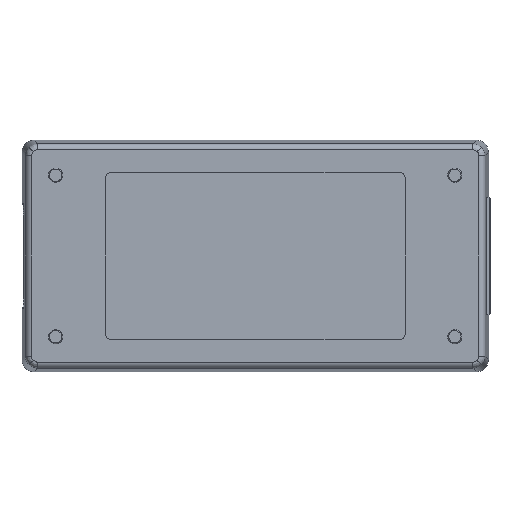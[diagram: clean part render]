
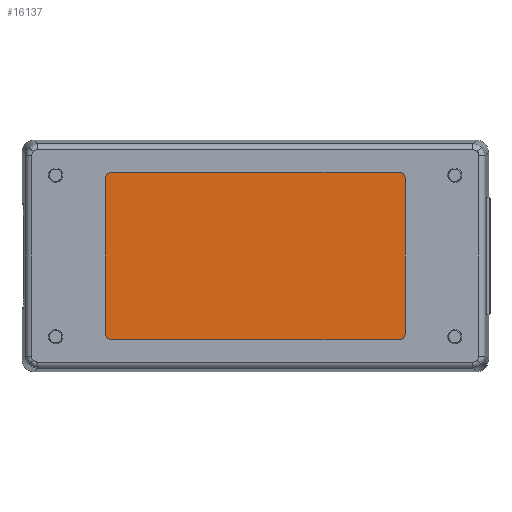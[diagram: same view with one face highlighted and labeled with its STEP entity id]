
A CAD part, front view. The second image highlights one B-rep face of the part: STEP entity #16137.
In plain terms, the highlighted planar face has unit normal (0, -1, 0).
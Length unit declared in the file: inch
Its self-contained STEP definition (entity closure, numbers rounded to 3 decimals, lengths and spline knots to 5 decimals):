
#2784 = AXIS2_PLACEMENT_3D ( 'NONE', #3075, #3076, #3077 ) ;
#2919 = AXIS2_PLACEMENT_3D ( 'NONE', #3785, #3786, #3787 ) ;
#2920 = AXIS2_PLACEMENT_3D ( 'NONE', #3794, #3795, #3796 ) ;
#2959 = AXIS2_PLACEMENT_3D ( 'NONE', #14175, #14176, #14177 ) ;
#2960 = AXIS2_PLACEMENT_3D ( 'NONE', #14202, #14203, #14204 ) ;
#3074 = PLANE ( 'NONE',  #2784 ) ;
#3075 = CARTESIAN_POINT ( 'NONE',  ( 1.491, -0.7475, -0.8025 ) ) ;
#3076 = DIRECTION ( 'NONE',  ( 0., -1., 0. ) ) ;
#3077 = DIRECTION ( 'NONE',  ( 0., 0., -1. ) ) ;
#3785 = CARTESIAN_POINT ( 'NONE',  ( 1.491, -0.7475, 0.8025 ) ) ;
#3786 = DIRECTION ( 'NONE',  ( 0., -1., 0. ) ) ;
#3787 = DIRECTION ( 'NONE',  ( 0., 0., -1. ) ) ;
#3788 = CARTESIAN_POINT ( 'NONE',  ( -1.491, -0.7475, 0.865 ) ) ;
#3789 = DIRECTION ( 'NONE',  ( -1., 0., 0. ) ) ;
#3794 = CARTESIAN_POINT ( 'NONE',  ( -1.491, -0.7475, 0.8025 ) ) ;
#3795 = DIRECTION ( 'NONE',  ( 0., -1., 0. ) ) ;
#3796 = DIRECTION ( 'NONE',  ( 0., 0., -1. ) ) ;
#3797 = CARTESIAN_POINT ( 'NONE',  ( -1.5535, -0.7475, 0.8025 ) ) ;
#3798 = DIRECTION ( 'NONE',  ( 0., 0., -1. ) ) ;
#4329 = VERTEX_POINT ( 'NONE', #21173 ) ;
#4375 = VERTEX_POINT ( 'NONE', #21262 ) ;
#5707 = LINE ( 'NONE', #19732, #5710 ) ;
#5710 = VECTOR ( 'NONE', #19548, 39.37008 ) ;
#7102 = EDGE_LOOP ( 'NONE', ( #11615, #11403, #11460, #10932, #11168, #11017, #11692, #11370 ) ) ;
#8979 = EDGE_CURVE ( 'NONE', #4375, #25175, #5707, .T. ) ;
#10932 = ORIENTED_EDGE ( 'NONE', *, *, #18461, .T. ) ;
#11017 = ORIENTED_EDGE ( 'NONE', *, *, #18468, .T. ) ;
#11168 = ORIENTED_EDGE ( 'NONE', *, *, #18465, .T. ) ;
#11370 = ORIENTED_EDGE ( 'NONE', *, *, #26826, .T. ) ;
#11403 = ORIENTED_EDGE ( 'NONE', *, *, #8979, .T. ) ;
#11460 = ORIENTED_EDGE ( 'NONE', *, *, #18458, .T. ) ;
#11615 = ORIENTED_EDGE ( 'NONE', *, *, #26820, .T. ) ;
#11692 = ORIENTED_EDGE ( 'NONE', *, *, #26807, .T. ) ;
#13623 = CARTESIAN_POINT ( 'NONE',  ( 1.5535, -0.7475, 0.8025 ) ) ;
#13624 = CARTESIAN_POINT ( 'NONE',  ( 1.491, -0.7475, 0.865 ) ) ;
#13625 = CARTESIAN_POINT ( 'NONE',  ( -1.491, -0.7475, 0.865 ) ) ;
#13626 = CARTESIAN_POINT ( 'NONE',  ( -1.5535, -0.7475, 0.8025 ) ) ;
#13627 = CARTESIAN_POINT ( 'NONE',  ( -1.5535, -0.7475, -0.8025 ) ) ;
#13629 = CARTESIAN_POINT ( 'NONE',  ( 1.491, -0.7475, -0.865 ) ) ;
#14175 = CARTESIAN_POINT ( 'NONE',  ( -1.491, -0.7475, -0.8025 ) ) ;
#14176 = DIRECTION ( 'NONE',  ( 0., -1., 0. ) ) ;
#14177 = DIRECTION ( 'NONE',  ( 0., 0., -1. ) ) ;
#14202 = CARTESIAN_POINT ( 'NONE',  ( 1.491, -0.7475, -0.8025 ) ) ;
#14203 = DIRECTION ( 'NONE',  ( 0., -1., 0. ) ) ;
#14204 = DIRECTION ( 'NONE',  ( 0., 0., -1. ) ) ;
#14213 = CARTESIAN_POINT ( 'NONE',  ( -1.491, -0.7475, -0.865 ) ) ;
#14214 = DIRECTION ( 'NONE',  ( 1., 0., 0. ) ) ;
#16137 = ADVANCED_FACE ( 'NONE', ( #22902 ), #3074, .T. ) ;
#16454 = CIRCLE ( 'NONE', #2959, 0.0625 ) ;
#16479 = CIRCLE ( 'NONE', #2960, 0.0625 ) ;
#16490 = LINE ( 'NONE', #14213, #16493 ) ;
#16493 = VECTOR ( 'NONE', #14214, 39.37008 ) ;
#18458 = EDGE_CURVE ( 'NONE', #25175, #25176, #23525, .T. ) ;
#18461 = EDGE_CURVE ( 'NONE', #25176, #25177, #23534, .T. ) ;
#18465 = EDGE_CURVE ( 'NONE', #25177, #25178, #23538, .T. ) ;
#18468 = EDGE_CURVE ( 'NONE', #25178, #25179, #23541, .T. ) ;
#19548 = DIRECTION ( 'NONE',  ( 0., 0., 1. ) ) ;
#19732 = CARTESIAN_POINT ( 'NONE',  ( 1.5535, -0.7475, 0.8025 ) ) ;
#21173 = CARTESIAN_POINT ( 'NONE',  ( -1.491, -0.7475, -0.865 ) ) ;
#21262 = CARTESIAN_POINT ( 'NONE',  ( 1.5535, -0.7475, -0.8025 ) ) ;
#22902 = FACE_OUTER_BOUND ( 'NONE', #7102, .T. ) ;
#23525 = CIRCLE ( 'NONE', #2919, 0.0625 ) ;
#23534 = LINE ( 'NONE', #3788, #23537 ) ;
#23537 = VECTOR ( 'NONE', #3789, 39.37008 ) ;
#23538 = CIRCLE ( 'NONE', #2920, 0.0625 ) ;
#23541 = LINE ( 'NONE', #3797, #23544 ) ;
#23544 = VECTOR ( 'NONE', #3798, 39.37008 ) ;
#25175 = VERTEX_POINT ( 'NONE', #13623 ) ;
#25176 = VERTEX_POINT ( 'NONE', #13624 ) ;
#25177 = VERTEX_POINT ( 'NONE', #13625 ) ;
#25178 = VERTEX_POINT ( 'NONE', #13626 ) ;
#25179 = VERTEX_POINT ( 'NONE', #13627 ) ;
#25181 = VERTEX_POINT ( 'NONE', #13629 ) ;
#26807 = EDGE_CURVE ( 'NONE', #25179, #4329, #16454, .T. ) ;
#26820 = EDGE_CURVE ( 'NONE', #25181, #4375, #16479, .T. ) ;
#26826 = EDGE_CURVE ( 'NONE', #4329, #25181, #16490, .T. ) ;
